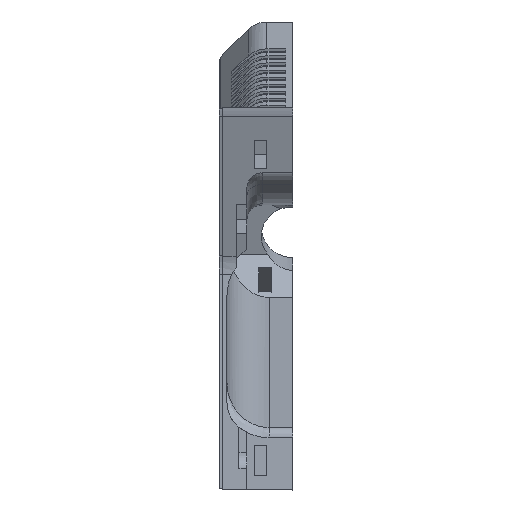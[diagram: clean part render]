
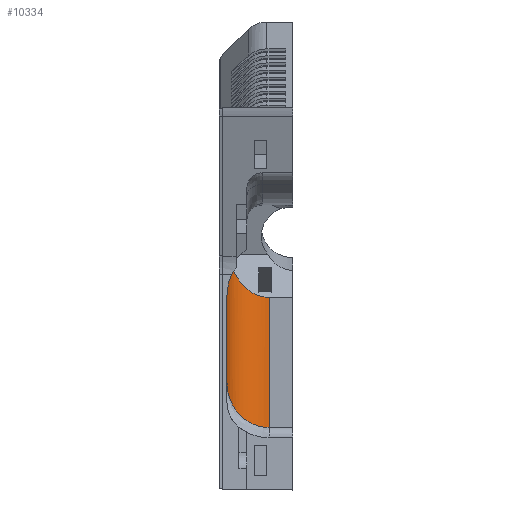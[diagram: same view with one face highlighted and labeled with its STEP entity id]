
A CAD part, top view. The second image highlights one B-rep face of the part: STEP entity #10334.
In plain terms, the highlighted cylindrical face has radius 8 mm (diameter 16 mm), a partial arc.
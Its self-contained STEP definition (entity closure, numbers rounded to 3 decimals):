
#84=ELLIPSE('',#10610,13.557,8.);
#99=ELLIPSE('',#10810,8.558,8.);
#100=ELLIPSE('',#10983,11.336,8.);
#550=CYLINDRICAL_SURFACE('',#10984,8.);
#1037=FACE_OUTER_BOUND('',#1571,.T.);
#1571=EDGE_LOOP('',(#9331,#9332,#9333,#9334,#9335));
#2298=LINE('',#16322,#3442);
#2553=LINE('',#18427,#3697);
#3442=VECTOR('',#12307,10.);
#3697=VECTOR('',#12766,10.);
#4429=VERTEX_POINT('',#15658);
#4430=VERTEX_POINT('',#15660);
#4579=VERTEX_POINT('',#16321);
#4780=VERTEX_POINT('',#18419);
#4781=VERTEX_POINT('',#18426);
#5584=EDGE_CURVE('',#4430,#4429,#84,.T.);
#5793=EDGE_CURVE('',#4579,#4430,#2298,.T.);
#6101=EDGE_CURVE('',#4781,#4780,#2553,.T.);
#6150=EDGE_CURVE('',#4579,#4780,#99,.T.);
#6385=EDGE_CURVE('',#4429,#4781,#100,.T.);
#9331=ORIENTED_EDGE('',*,*,#5793,.T.);
#9332=ORIENTED_EDGE('',*,*,#5584,.T.);
#9333=ORIENTED_EDGE('',*,*,#6385,.T.);
#9334=ORIENTED_EDGE('',*,*,#6101,.T.);
#9335=ORIENTED_EDGE('',*,*,#6150,.F.);
#10334=ADVANCED_FACE('',(#1037),#550,.F.);
#10610=AXIS2_PLACEMENT_3D('',#15661,#12012,#12013);
#10810=AXIS2_PLACEMENT_3D('',#18701,#12871,#12872);
#10983=AXIS2_PLACEMENT_3D('',#23653,#13341,#13342);
#10984=AXIS2_PLACEMENT_3D('',#23654,#13343,#13344);
#12012=DIRECTION('center_axis',(0.,-0.601,
-0.799));
#12013=DIRECTION('ref_axis',(0.,-0.799,0.601));
#12307=DIRECTION('',(0.,0.291,-0.957));
#12766=DIRECTION('',(0.,-0.291,0.957));
#12871=DIRECTION('center_axis',(0.,-0.068,
-0.998));
#12872=DIRECTION('ref_axis',(0.,-0.998,0.068));
#13341=DIRECTION('center_axis',(-0.707,0.248,-0.662));
#13342=DIRECTION('ref_axis',(-0.704,-0.164,0.691));
#13343=DIRECTION('center_axis',(0.,0.291,
-0.957));
#13344=DIRECTION('ref_axis',(-0.707,-0.677,-0.206));
#15658=CARTESIAN_POINT('',(-11.952,66.361,-104.818));
#15660=CARTESIAN_POINT('',(-4.521,59.536,-99.69));
#15661=CARTESIAN_POINT('Origin',(-4.521,70.375,-107.834));
#16321=CARTESIAN_POINT('',(-4.521,34.73,-18.118));
#16322=CARTESIAN_POINT('',(-4.521,43.244,-46.113));
#18419=CARTESIAN_POINT('',(-12.521,43.269,-18.7));
#18426=CARTESIAN_POINT('',(-12.521,68.976,-103.233));
#18427=CARTESIAN_POINT('',(-12.521,50.898,-43.786));
#18701=CARTESIAN_POINT('Origin',(-4.521,43.269,-18.7));
#23653=CARTESIAN_POINT('Origin',(-4.521,71.308,-110.902));
#23654=CARTESIAN_POINT('Origin',(-4.521,50.898,-43.786));
